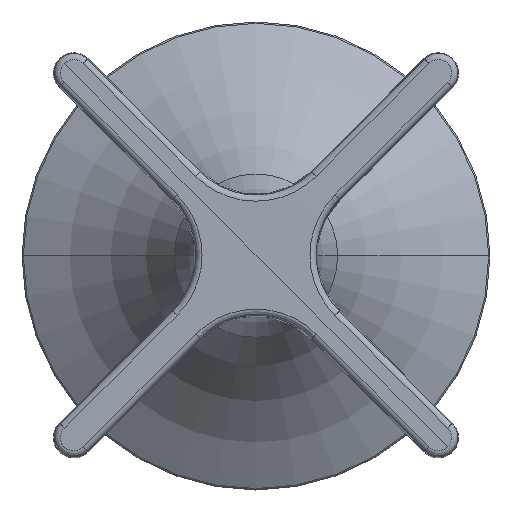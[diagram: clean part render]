
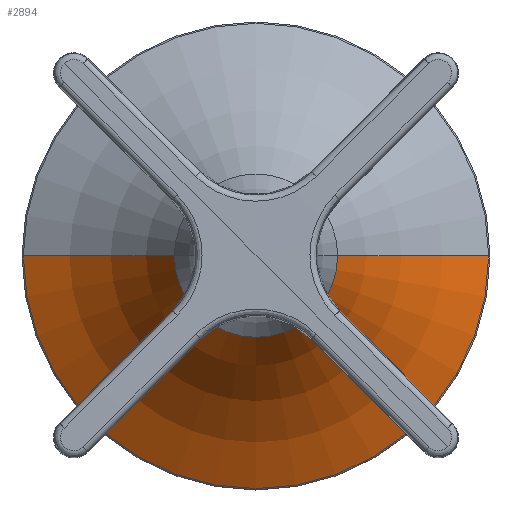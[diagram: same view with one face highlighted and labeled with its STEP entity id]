
A CAD part, top view. The second image highlights one B-rep face of the part: STEP entity #2894.
In plain terms, the highlighted toroidal (fillet/blend) face has major radius 47.77 mm and minor radius 42 mm.
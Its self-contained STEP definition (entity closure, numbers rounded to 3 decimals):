
#11 = AXIS2_PLACEMENT_3D ( 'NONE', #1683, #4025, #1325 ) ;
#411 = ORIENTED_EDGE ( 'NONE', *, *, #1184, .T. ) ;
#432 = AXIS2_PLACEMENT_3D ( 'NONE', #1823, #1524, #1514 ) ;
#486 = CIRCLE ( 'NONE', #1046, 42. ) ;
#602 = VERTEX_POINT ( 'NONE', #1851 ) ;
#608 = AXIS2_PLACEMENT_3D ( 'NONE', #4244, #1533, #3866 ) ;
#725 = ORIENTED_EDGE ( 'NONE', *, *, #4569, .T. ) ;
#765 = CIRCLE ( 'NONE', #11, 29.828 ) ;
#1046 = AXIS2_PLACEMENT_3D ( 'NONE', #2632, #4326, #4207 ) ;
#1184 = EDGE_CURVE ( 'NONE', #4735, #1865, #486, .T. ) ;
#1325 = DIRECTION ( 'NONE',  ( -1., 0., 0. ) ) ;
#1514 = DIRECTION ( 'NONE',  ( -1., 0., 0. ) ) ;
#1524 = DIRECTION ( 'NONE',  ( 0., 1., 0. ) ) ;
#1533 = DIRECTION ( 'NONE',  ( 0., 0., 1. ) ) ;
#1565 = AXIS2_PLACEMENT_3D ( 'NONE', #2959, #3362, #2533 ) ;
#1637 = EDGE_LOOP ( 'NONE', ( #2231, #4757, #411, #725 ) ) ;
#1683 = CARTESIAN_POINT ( 'NONE',  ( 0., -32.919, 0. ) ) ;
#1823 = CARTESIAN_POINT ( 'NONE',  ( 0., 5.056, 0. ) ) ;
#1851 = CARTESIAN_POINT ( 'NONE',  ( 10.466, -14.243, 0. ) ) ;
#1865 = VERTEX_POINT ( 'NONE', #1942 ) ;
#1942 = CARTESIAN_POINT ( 'NONE',  ( -29.828, -32.919, 0. ) ) ;
#2231 = ORIENTED_EDGE ( 'NONE', *, *, #3313, .F. ) ;
#2533 = DIRECTION ( 'NONE',  ( -1., 0., 0. ) ) ;
#2632 = CARTESIAN_POINT ( 'NONE',  ( -47.77, 5.056, 0. ) ) ;
#2734 = CARTESIAN_POINT ( 'NONE',  ( -10.466, -14.243, 0. ) ) ;
#2894 = ADVANCED_FACE ( 'NONE', ( #4007 ), #3942, .F. ) ;
#2959 = CARTESIAN_POINT ( 'NONE',  ( 0., -14.243, 0. ) ) ;
#3019 = CIRCLE ( 'NONE', #1565, 10.466 ) ;
#3313 = EDGE_CURVE ( 'NONE', #602, #4438, #3764, .T. ) ;
#3362 = DIRECTION ( 'NONE',  ( 0., 1., 0. ) ) ;
#3764 = CIRCLE ( 'NONE', #608, 42. ) ;
#3866 = DIRECTION ( 'NONE',  ( 1., 0., 0. ) ) ;
#3942 = TOROIDAL_SURFACE ( 'NONE', #432, 47.77, 42. ) ;
#4007 = FACE_OUTER_BOUND ( 'NONE', #1637, .T. ) ;
#4025 = DIRECTION ( 'NONE',  ( 0., 1., 0. ) ) ;
#4207 = DIRECTION ( 'NONE',  ( -1., 0., 0. ) ) ;
#4244 = CARTESIAN_POINT ( 'NONE',  ( 47.77, 5.056, 0. ) ) ;
#4326 = DIRECTION ( 'NONE',  ( 0., 0., -1. ) ) ;
#4351 = EDGE_CURVE ( 'NONE', #4735, #602, #3019, .T. ) ;
#4438 = VERTEX_POINT ( 'NONE', #4470 ) ;
#4470 = CARTESIAN_POINT ( 'NONE',  ( 29.828, -32.919, 0. ) ) ;
#4569 = EDGE_CURVE ( 'NONE', #1865, #4438, #765, .T. ) ;
#4735 = VERTEX_POINT ( 'NONE', #2734 ) ;
#4757 = ORIENTED_EDGE ( 'NONE', *, *, #4351, .F. ) ;
